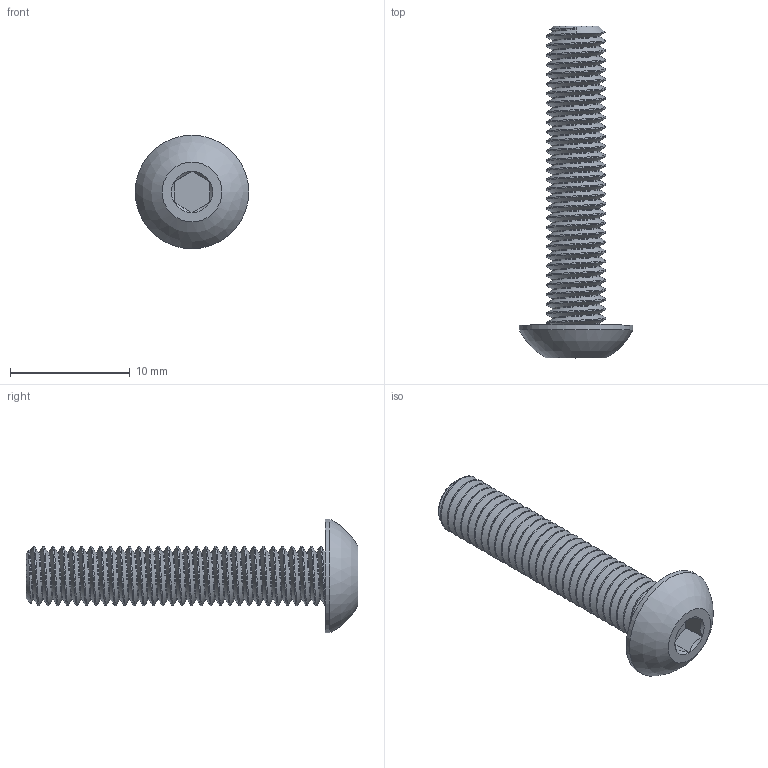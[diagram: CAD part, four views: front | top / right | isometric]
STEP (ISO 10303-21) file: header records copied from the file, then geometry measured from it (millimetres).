
FILE_DESCRIPTION(/* description */ ('STEP AP214'),/* implementation_level */ '2;1');
FILE_NAME(/* name */ '605375de236aae10432de683',/* time_stamp */ '2021-03-18T15:46:38+00:00',/* author */ (''),/* organization */ (''),/* preprocessor_version */ 'ST-DEVELOPER v18.1',/* originating_system */ ' ',/* authorisation */ ' ');
FILE_SCHEMA (('AUTOMOTIVE_DESIGN {1 0 10303 214 3 1 1}'));
Length unit declared in the file: metre
Products named in the file (1): Part 1
Bounding box: 9.5 x 27.75 x 9.5 mm (x, y, z)
Volume: 520.3 mm3; surface area: 843.2 mm2
Topology: 1 solids, 1 shells, 26 faces, 49 edges, 27 vertices
Faces by surface type: plane 12, cone 7, cylinder 4, bspline 2, sphere 1
Full cylindrical faces by diameter (mm): 9.5 x1
Entity records: 5803 total; most frequent: CARTESIAN_POINT 5302, DIRECTION 94, ORIENTED_EDGE 92, EDGE_CURVE 46, AXIS2_PLACEMENT_3D 38, EDGE_LOOP 31, FACE_BOUND 31, VERTEX_POINT 27
